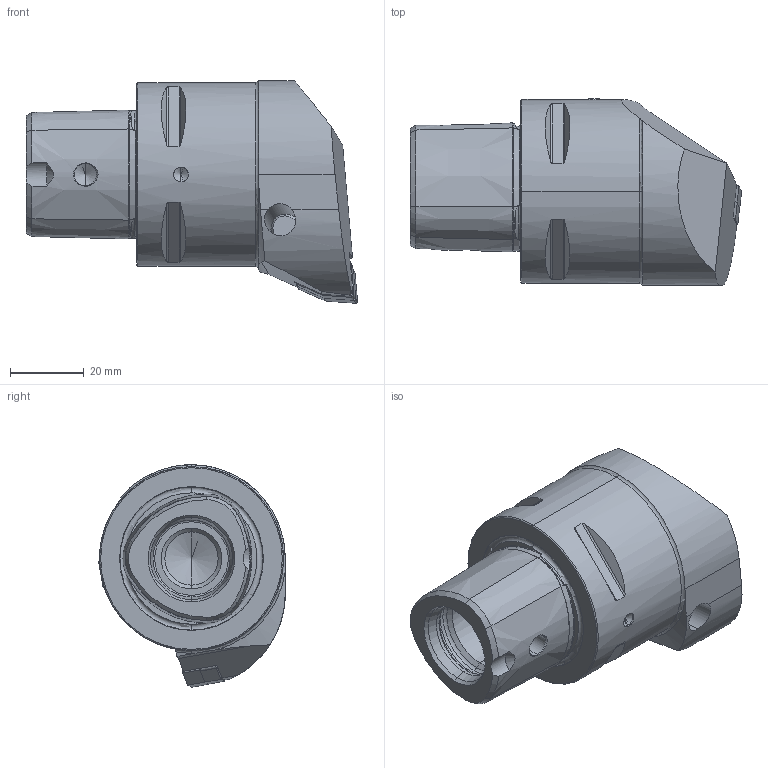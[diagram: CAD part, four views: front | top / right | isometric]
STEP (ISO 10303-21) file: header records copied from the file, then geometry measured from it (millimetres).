
FILE_DESCRIPTION (( 'STEP AP214' ), '1' );
FILE_NAME ('PS5.PWE.RLA.060-HP.STEP', '2020-09-11T11:21:44', ( '' ), ( '' ), 'SwSTEP 2.0', 'SolidWorks 2017', '' );
FILE_SCHEMA (( 'AUTOMOTIVE_DESIGN' ));
Length unit declared in the file: millimetre
Products named in the file (13): WCD-ER4.101.017_A; CHP-ER1.015.006; DIN 3771 - 13x1; WCD-ER1.101.000; WNMG080404; ISO 8752 2x8; CHP-ER1.015.006_A; WWE-ER2.101.004_A; WDF-ER3.101.000_A; DIN 7991 - M5x15; PS5.PWE.RLA.060-HP; PS5-PWE.RLA.060-HP_C; CHP-ER1.008.014_A
Assembly tree (12 placements, depth 3):
  PS5.PWE.RLA.060-HP
    PS5-PWE.RLA.060-HP_C
    WWE-ER2.101.004_A
    WNMG080404
    WDF-ER3.101.000_A
    WCD-ER4.101.017_A
    WCD-ER1.101.000
    ISO 8752 2x8
    CHP-ER1.015.006
      CHP-ER1.015.006_A
      DIN 3771 - 13x1
      DIN 7991 - M5x15
    CHP-ER1.008.014_A
Bounding box: 90 x 50.73 x 60.5 mm (x, y, z)
Volume: 110468.5 mm3; surface area: 25663 mm2
Topology: 11 solids, 11 shells, 467 faces, 1112 edges, 659 vertices
Faces by surface type: plane 141, cone 137, cylinder 116, torus 55, bspline 18
Entity records: 15376 total; most frequent: CARTESIAN_POINT 4138, DIRECTION 2214, ORIENTED_EDGE 2176, EDGE_CURVE 1088, AXIS2_PLACEMENT_3D 871, VERTEX_POINT 659, EDGE_LOOP 503, VECTOR 472
